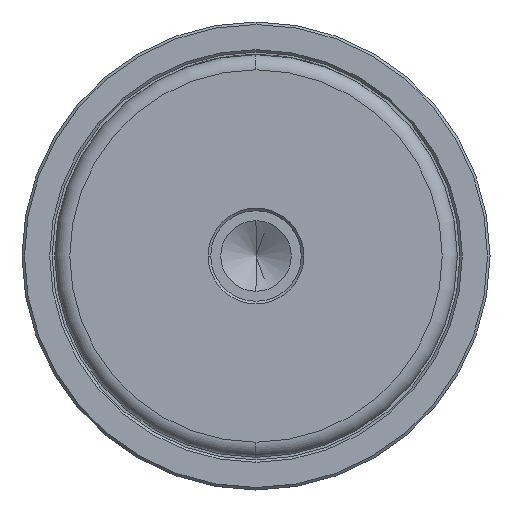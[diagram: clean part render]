
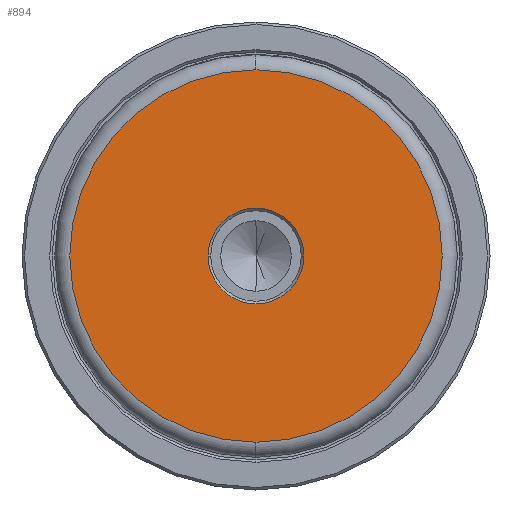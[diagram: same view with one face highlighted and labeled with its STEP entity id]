
A CAD part, left-side view. The second image highlights one B-rep face of the part: STEP entity #894.
In plain terms, the highlighted planar face has unit normal (-1, 0, 0).
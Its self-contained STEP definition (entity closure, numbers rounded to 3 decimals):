
#21 = PLANE ( 'NONE',  #1379 ) ;
#27 = EDGE_CURVE ( 'NONE', #1464, #2421, #1199, .T. ) ;
#48 = CIRCLE ( 'NONE', #54, 36.997 ) ;
#54 = AXIS2_PLACEMENT_3D ( 'NONE', #1670, #434, #1880 ) ;
#61 = CIRCLE ( 'NONE', #2067, 36.997 ) ;
#131 = AXIS2_PLACEMENT_3D ( 'NONE', #2276, #1025, #2489 ) ;
#227 = EDGE_LOOP ( 'NONE', ( #351, #2225 ) ) ;
#232 = FACE_BOUND ( 'NONE', #227, .T. ) ;
#316 = ORIENTED_EDGE ( 'NONE', *, *, #1838, .T. ) ;
#351 = ORIENTED_EDGE ( 'NONE', *, *, #705, .T. ) ;
#434 = DIRECTION ( 'NONE',  ( -1., 0., 0. ) ) ;
#483 = CARTESIAN_POINT ( 'NONE',  ( 0., 0., -36.997 ) ) ;
#493 = CARTESIAN_POINT ( 'NONE',  ( 0., 9.5, 0. ) ) ;
#496 = ORIENTED_EDGE ( 'NONE', *, *, #1007, .T. ) ;
#566 = CARTESIAN_POINT ( 'NONE',  ( 0., 0., 0. ) ) ;
#652 = CARTESIAN_POINT ( 'NONE',  ( 0., 0., 0. ) ) ;
#705 = EDGE_CURVE ( 'NONE', #2421, #1464, #2224, .T. ) ;
#775 = DIRECTION ( 'NONE',  ( 0., 0., 1. ) ) ;
#894 = ADVANCED_FACE ( 'NONE', ( #232, #2395 ), #21, .T. ) ;
#1007 = EDGE_CURVE ( 'NONE', #1997, #1803, #61, .T. ) ;
#1025 = DIRECTION ( 'NONE',  ( 1., 0., 0. ) ) ;
#1102 = DIRECTION ( 'NONE',  ( -1., 0., 0. ) ) ;
#1199 = CIRCLE ( 'NONE', #1575, 9.5 ) ;
#1271 = DIRECTION ( 'NONE',  ( 0., 0., 1. ) ) ;
#1379 = AXIS2_PLACEMENT_3D ( 'NONE', #652, #2526, #1271 ) ;
#1464 = VERTEX_POINT ( 'NONE', #493 ) ;
#1575 = AXIS2_PLACEMENT_3D ( 'NONE', #566, #2016, #775 ) ;
#1655 = CARTESIAN_POINT ( 'NONE',  ( 0., 0., 36.997 ) ) ;
#1670 = CARTESIAN_POINT ( 'NONE',  ( 0., 0., 0. ) ) ;
#1803 = VERTEX_POINT ( 'NONE', #1655 ) ;
#1838 = EDGE_CURVE ( 'NONE', #1803, #1997, #48, .T. ) ;
#1880 = DIRECTION ( 'NONE',  ( 0., 0., 1. ) ) ;
#1930 = EDGE_LOOP ( 'NONE', ( #316, #496 ) ) ;
#1997 = VERTEX_POINT ( 'NONE', #483 ) ;
#2016 = DIRECTION ( 'NONE',  ( 1., 0., 0. ) ) ;
#2067 = AXIS2_PLACEMENT_3D ( 'NONE', #2353, #1102, #2563 ) ;
#2221 = CARTESIAN_POINT ( 'NONE',  ( 0., -9.5, 0. ) ) ;
#2224 = CIRCLE ( 'NONE', #131, 9.5 ) ;
#2225 = ORIENTED_EDGE ( 'NONE', *, *, #27, .T. ) ;
#2276 = CARTESIAN_POINT ( 'NONE',  ( 0., 0., 0. ) ) ;
#2353 = CARTESIAN_POINT ( 'NONE',  ( 0., 0., 0. ) ) ;
#2395 = FACE_OUTER_BOUND ( 'NONE', #1930, .T. ) ;
#2421 = VERTEX_POINT ( 'NONE', #2221 ) ;
#2489 = DIRECTION ( 'NONE',  ( 0., 0., 1. ) ) ;
#2526 = DIRECTION ( 'NONE',  ( -1., 0., 0. ) ) ;
#2563 = DIRECTION ( 'NONE',  ( 0., 0., 1. ) ) ;
